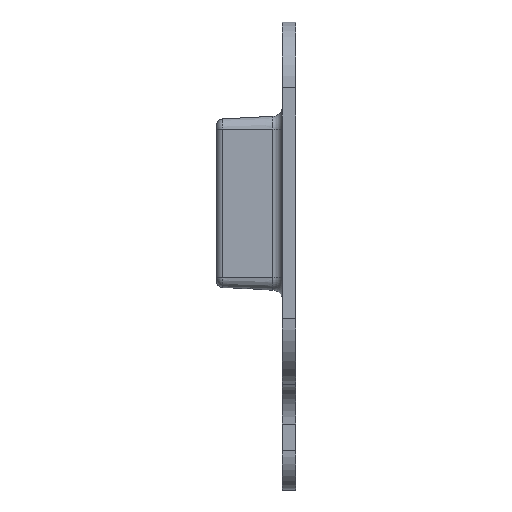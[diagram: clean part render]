
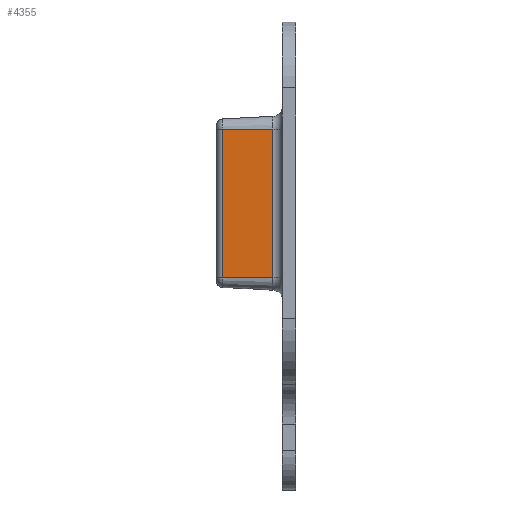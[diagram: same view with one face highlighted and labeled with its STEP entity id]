
A CAD part, left-side view. The second image highlights one B-rep face of the part: STEP entity #4355.
In plain terms, the highlighted planar face has unit normal (-0.999, 0.052, 0).
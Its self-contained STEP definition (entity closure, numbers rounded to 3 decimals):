
#58 = VERTEX_POINT ( 'NONE', #3316 ) ;
#138 = LINE ( 'NONE', #262, #2409 ) ;
#262 = CARTESIAN_POINT ( 'NONE',  ( -72., 12., 11.25 ) ) ;
#384 = DIRECTION ( 'NONE',  ( 0., 0., -1. ) ) ;
#562 = EDGE_LOOP ( 'NONE', ( #3117, #1032, #2620, #2689 ) ) ;
#974 = VERTEX_POINT ( 'NONE', #1443 ) ;
#975 = VERTEX_POINT ( 'NONE', #3189 ) ;
#1019 = PLANE ( 'NONE',  #1329 ) ;
#1032 = ORIENTED_EDGE ( 'NONE', *, *, #3751, .T. ) ;
#1329 = AXIS2_PLACEMENT_3D ( 'NONE', #4580, #3136, #4565 ) ;
#1443 = CARTESIAN_POINT ( 'NONE',  ( -72.05, 11.052, -11.25 ) ) ;
#1863 = LINE ( 'NONE', #2496, #4504 ) ;
#1914 = CARTESIAN_POINT ( 'NONE',  ( -72.45, 3.421, -11.25 ) ) ;
#2223 = EDGE_CURVE ( 'NONE', #3359, #975, #3448, .T. ) ;
#2294 = DIRECTION ( 'NONE',  ( 0., 0., 1. ) ) ;
#2394 = DIRECTION ( 'NONE',  ( -0.052, -0.999, 0. ) ) ;
#2409 = VECTOR ( 'NONE', #2394, 1000. ) ;
#2496 = CARTESIAN_POINT ( 'NONE',  ( -72.05, 11.052, -11.25 ) ) ;
#2545 = VECTOR ( 'NONE', #3171, 1000. ) ;
#2620 = ORIENTED_EDGE ( 'NONE', *, *, #4485, .T. ) ;
#2679 = CARTESIAN_POINT ( 'NONE',  ( -72.45, 3.421, 0. ) ) ;
#2689 = ORIENTED_EDGE ( 'NONE', *, *, #2223, .T. ) ;
#2803 = CARTESIAN_POINT ( 'NONE',  ( -72., 12., -11.25 ) ) ;
#2926 = EDGE_CURVE ( 'NONE', #58, #975, #138, .T. ) ;
#3117 = ORIENTED_EDGE ( 'NONE', *, *, #2926, .F. ) ;
#3136 = DIRECTION ( 'NONE',  ( -0.999, 0.052, 0. ) ) ;
#3171 = DIRECTION ( 'NONE',  ( -0.052, -0.999, 0. ) ) ;
#3189 = CARTESIAN_POINT ( 'NONE',  ( -72.45, 3.421, 11.25 ) ) ;
#3316 = CARTESIAN_POINT ( 'NONE',  ( -72.05, 11.052, 11.25 ) ) ;
#3359 = VERTEX_POINT ( 'NONE', #1914 ) ;
#3448 = LINE ( 'NONE', #2679, #4014 ) ;
#3549 = FACE_OUTER_BOUND ( 'NONE', #562, .T. ) ;
#3751 = EDGE_CURVE ( 'NONE', #58, #974, #1863, .T. ) ;
#4014 = VECTOR ( 'NONE', #2294, 1000. ) ;
#4123 = LINE ( 'NONE', #2803, #2545 ) ;
#4355 = ADVANCED_FACE ( 'NONE', ( #3549 ), #1019, .T. ) ;
#4485 = EDGE_CURVE ( 'NONE', #974, #3359, #4123, .T. ) ;
#4504 = VECTOR ( 'NONE', #384, 1000. ) ;
#4565 = DIRECTION ( 'NONE',  ( -0.052, -0.999, 0. ) ) ;
#4580 = CARTESIAN_POINT ( 'NONE',  ( -72., 12., 0. ) ) ;
